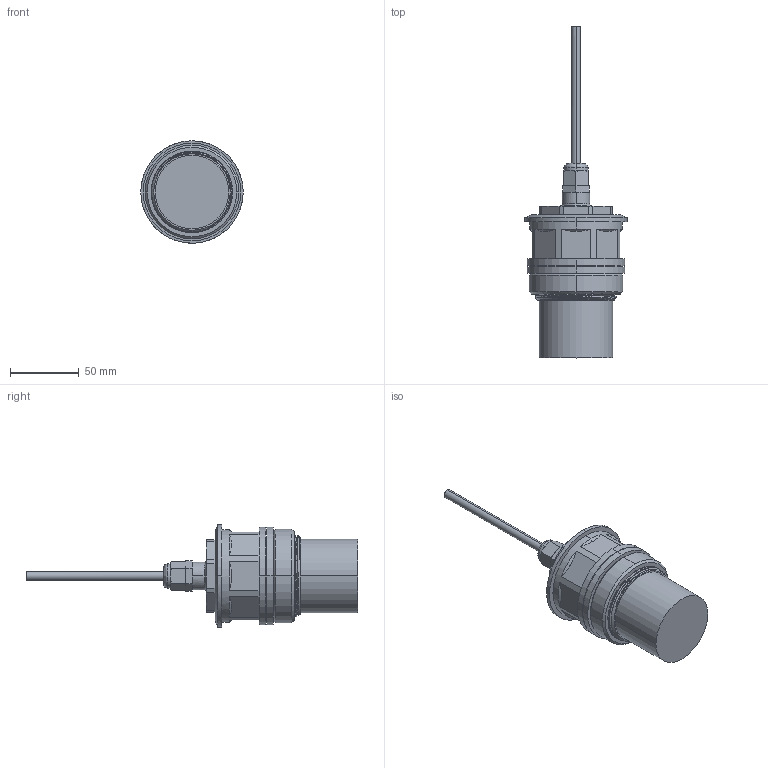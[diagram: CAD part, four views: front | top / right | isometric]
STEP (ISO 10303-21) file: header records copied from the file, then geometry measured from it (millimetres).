
FILE_DESCRIPTION (( 'STEP AP214' ), '1' );
FILE_NAME ('LLUSCS03-5402_3D.step', '2023-03-02T06:24:10', ( '' ), ( '' ), 'SwSTEP 2.0', 'SolidWorks 2022', '' );
FILE_SCHEMA (( 'AUTOMOTIVE_DESIGN' ));
Length unit declared in the file: inch
Products named in the file (4): Copy of 2S^LLUSCS03-5402; LLUSCS03-5402_3D; Copy of FST700-CS03^LLUSCS03-5402; Copy of MF^LLUSCS03-5402
Assembly tree (4 placements, depth 2):
  LLUSCS03-5402_3D
    Copy of FST700-CS03^LLUSCS03-5402
    Copy of MF^LLUSCS03-5402  x2
    Copy of 2S^LLUSCS03-5402
Bounding box: 74.5 x 241.5 x 74.5 mm (x, y, z)
Volume: 338446 mm3; surface area: 53398.9 mm2
Topology: 4 solids, 4 shells, 213 faces, 543 edges, 346 vertices
Faces by surface type: cylinder 88, plane 65, cone 35, bspline 25
Entity records: 19072 total; most frequent: CARTESIAN_POINT 14514, ORIENTED_EDGE 1050, DIRECTION 683, EDGE_CURVE 525, VERTEX_POINT 334, B_SPLINE_CURVE_WITH_KNOTS 277, AXIS2_PLACEMENT_3D 250, EDGE_LOOP 217
